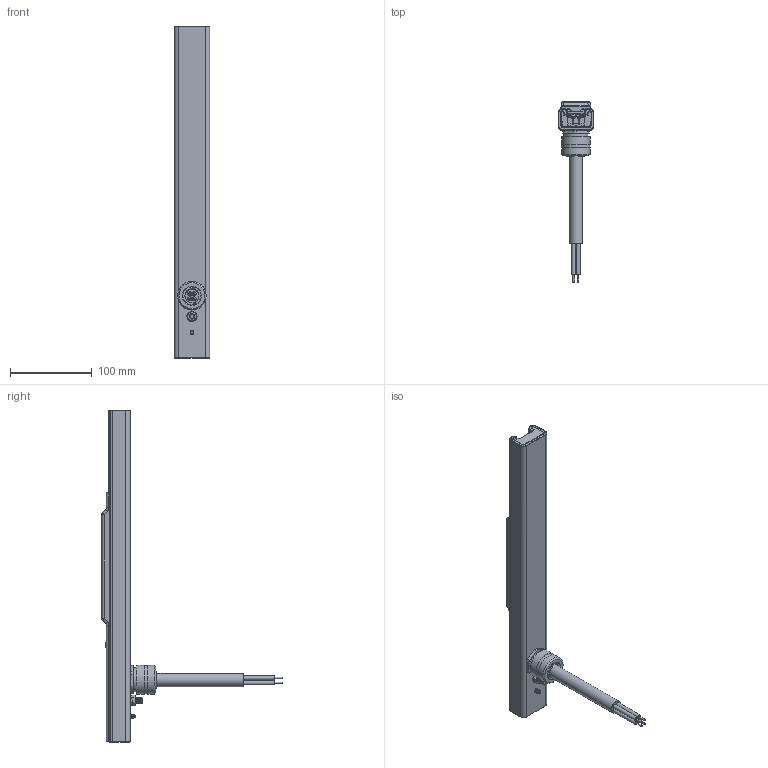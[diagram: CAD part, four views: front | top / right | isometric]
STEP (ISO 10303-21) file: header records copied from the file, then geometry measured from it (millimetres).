
FILE_DESCRIPTION(/* description */ (''),/* implementation_level */ '2;1');
FILE_NAME(/* name */ 'P20-3-40-UNIV-SNF-16-FDL starter feed.stp',/* time_stamp */ '2024-02-06T12:17:20-05:00',/* author */ ('DanielTentori'),/* organization */ (''),/* preprocessor_version */ 'ST-DEVELOPER v20',/* originating_system */ 'Autodesk Inventor 2024',/* authorisation */ '');
FILE_SCHEMA (('AUTOMOTIVE_DESIGN { 1 0 10303 214 3 1 1 }'));
Products named in the file (34): P20-3-40-UNIV-SNF-16-FDL; MB-ST-SS; MB-120-IS; MB-120-EB; MB-STK-GS 10-32 .375; MB-CG (HUBBELL-F3); HUBBELL SHC1027-001; HUBBELL SHC1027-002; HUBBELL SHC1027-003; HUBBELL SHC1027-004; 1-4 - 20 x .75IN HEX BOLT 92965A540_MEDIUM-STRENGTH MATTE BLACK STEEL
 CAP SCREW; MB-STK-TC 4-2; MB-600-IS; MB-600-EB; MBU-600-(6.425); MB-CW- (6.425); MB-SC; MB-SS (CUP POINT BRASS FOR TERMINAL CASE); MB-JI-ST MPR 1-1; MB-JE-CT (MPR)1-4; MB-JE-JG; MB-JE-JC; MB-SP ( .030S7   .164 OD  8.4LBS GND END); MB-JE-CB (MPR) 3-1; ANSI B18.6.3 - 4-40 UNC x 0.3125; MB-KT; MB-KB; MB-STK-SCS 4-1; ANSI B18.6.4 - 8-32 UNC - 0.75; MB-LR (0.5IN LOCK RING); MB-SL-(16)-(FDL); 1_4IN SPLIT LOCK WASHER 92147A029_TYPE 316 STAINLESS STEEL SPLIT LOCK
 WASHER; 1_4-20 HEX NUT 95462A029_GRADE 5 STEEL HEX NUT; 12_4 so cord 4in
Assembly tree (58 placements, depth 3):
  P20-3-40-UNIV-SNF-16-FDL
    MB-ST-SS
    MB-120-IS
    MB-600-IS  x2
    MB-600-EB  x2
    MB-120-EB
    MB-STK-GS 10-32 .375
    MB-CG (HUBBELL-F3)
      HUBBELL SHC1027-001
      HUBBELL SHC1027-002
      HUBBELL SHC1027-003
      HUBBELL SHC1027-004
    1-4 - 20 x .75IN HEX BOLT 92965A540_MEDIUM-STRENGTH MATTE BLACK STEEL
 CAP SCREW
    MB-STK-TC 4-2
    MBU-600-(6.425)
    MB-CW- (6.425)  x3
    MB-SC  x3
    ANSI B18.6.3 - 4-40 UNC x 0.3125  x3
    MB-SS (CUP POINT BRASS FOR TERMINAL CASE)  x3
    MB-JI-ST MPR 1-1
      MB-JE-CT (MPR)1-4
      MB-JE-JG
      MB-JE-JC  x3
      MB-SP ( .030S7   .164 OD  8.4LBS GND END)  x6
      MB-JE-CB (MPR) 3-1
      ANSI B18.6.3 - 4-40 UNC x 0.3125  x6
      MB-KT  x2
      MB-KB  x2
    MB-STK-SCS 4-1
    ANSI B18.6.4 - 8-32 UNC - 0.75
    MB-LR (0.5IN LOCK RING)
    MB-SL-(16)-(FDL)
    1_4IN SPLIT LOCK WASHER 92147A029_TYPE 316 STAINLESS STEEL SPLIT LOCK
 WASHER
    1_4-20 HEX NUT 95462A029_GRADE 5 STEEL HEX NUT
    12_4 so cord 4in
Bounding box: 43.75 x 220.89 x 406.55 mm (x, y, z)
Volume: 335484.5 mm3; surface area: 356224.5 mm2
Topology: 56 solids, 56 shells, 4037 faces, 10654 edges, 6900 vertices
Faces by surface type: plane 2099, cylinder 911, bspline 492, cone 385, sphere 89, torus 61
Full cylindrical faces by diameter (mm): 2.032 x4, 2.718 x2, 2.845 x9, 3.175 x3, 3.264 x3, 3.302 x3, 3.795 x21, 3.962 x1, 3.967 x6, 4.166 x1, 4.191 x1, 4.47 x3, 4.7 x17, 4.826 x21, 4.851 x9, 4.915 x2, 5.08 x4, 6.096 x1, 6.35 x17, 6.477 x1, 7.239 x1, 10.516 x1, 15.875 x1, 16.256 x1, 18.796 x1, 19.431 x1, 20.777 x1, 22.276 x2, 22.606 x1, 29.134 x1
Entity records: 133694 total; most frequent: CARTESIAN_POINT 51246, ORIENTED_EDGE 17372, DIRECTION 14555, EDGE_CURVE 8686, VERTEX_POINT 5666, LINE 5089, VECTOR 5089, AXIS2_PLACEMENT_3D 4733
